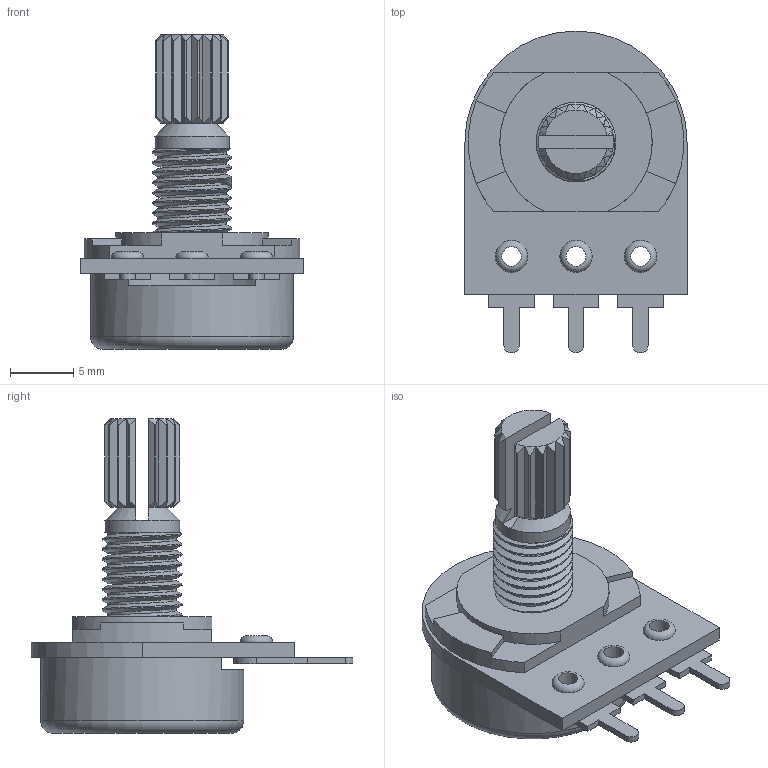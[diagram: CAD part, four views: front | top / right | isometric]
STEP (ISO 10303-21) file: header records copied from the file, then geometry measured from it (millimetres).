
FILE_DESCRIPTION(/* description */ (''),/* implementation_level */ '2;1');
FILE_NAME(/* name */ '562 10K Potentiometer.step',/* time_stamp */ '2018-07-07T12:59:25-04:00',/* author */ ('Adafruit'),/* organization */ (''),/* preprocessor_version */ 'ST-DEVELOPER v17',/* originating_system */ 'Autodesk Translation Framework v7.1.0.215',/* authorisation */ '');
FILE_SCHEMA (('AUTOMOTIVE_DESIGN { 1 0 10303 214 3 1 1 }'));
Length unit declared in the file: millimetre
Products named in the file (1): 10K Potentiometer
Bounding box: 17.5 x 25.35 x 24.8 mm (x, y, z)
Volume: 1515.1 mm3; surface area: 2818.8 mm2
Topology: 7 solids, 7 shells, 188 faces, 451 edges, 278 vertices
Faces by surface type: plane 90, cylinder 58, cone 34, torus 4, bspline 2
Full cylindrical faces by diameter (mm): 1.54 x6, 5.405 x10, 5.9 x1, 6.274 x8, 14 x1, 16 x1
Entity records: 6637 total; most frequent: CARTESIAN_POINT 2419, ORIENTED_EDGE 902, DIRECTION 845, EDGE_CURVE 451, AXIS2_PLACEMENT_3D 324, VERTEX_POINT 278, EDGE_LOOP 201, LINE 197
